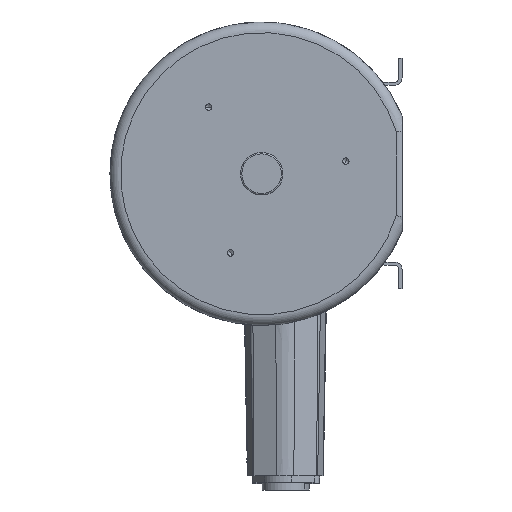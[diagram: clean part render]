
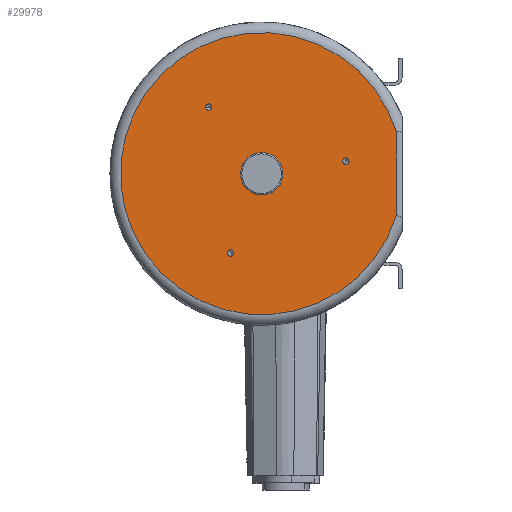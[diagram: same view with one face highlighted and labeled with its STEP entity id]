
A CAD part, left-side view. The second image highlights one B-rep face of the part: STEP entity #29978.
In plain terms, the highlighted planar face has unit normal (-1, 0, 0).
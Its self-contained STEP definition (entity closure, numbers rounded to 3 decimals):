
#12258=CARTESIAN_POINT('',(-217.,0.,0.));
#12259=DIRECTION('',(-1.,0.,0.));
#12260=DIRECTION('',(0.,-0.955,0.297));
#12261=AXIS2_PLACEMENT_3D('',#12258,#12259,#12260);
#12309=CARTESIAN_POINT('',(-217.,0.,0.));
#12310=DIRECTION('',(-1.,0.,0.));
#12311=DIRECTION('',(0.,0.,1.));
#12312=AXIS2_PLACEMENT_3D('',#12309,#12310,#12311);
#12314=CARTESIAN_POINT('',(-217.,0.,0.));
#12315=DIRECTION('',(-1.,0.,0.));
#12316=DIRECTION('',(0.,0.,-1.));
#12317=AXIS2_PLACEMENT_3D('',#12314,#12315,#12316);
#12319=DIRECTION('',(0.,0.,1.));
#12320=VECTOR('',#12319,118.338);
#12321=CARTESIAN_POINT('',(-217.,-190.,-59.169));
#12322=LINE('',#12321,#12320);
#12323=CARTESIAN_POINT('',(-217.,74.702,93.913));
#12324=DIRECTION('',(-1.,0.,0.));
#12325=DIRECTION('',(0.,1.,0.));
#12326=AXIS2_PLACEMENT_3D('',#12323,#12324,#12325);
#12328=CARTESIAN_POINT('',(-217.,74.702,93.913));
#12329=DIRECTION('',(-1.,0.,0.));
#12330=DIRECTION('',(0.,-1.,0.));
#12331=AXIS2_PLACEMENT_3D('',#12328,#12329,#12330);
#12333=CARTESIAN_POINT('',(-217.,43.98,-111.65));
#12334=DIRECTION('',(-1.,0.,0.));
#12335=DIRECTION('',(0.,-0.5,-0.866));
#12336=AXIS2_PLACEMENT_3D('',#12333,#12334,#12335);
#12338=CARTESIAN_POINT('',(-217.,43.98,-111.65));
#12339=DIRECTION('',(-1.,0.,0.));
#12340=DIRECTION('',(0.,0.5,0.866));
#12341=AXIS2_PLACEMENT_3D('',#12338,#12339,#12340);
#12343=CARTESIAN_POINT('',(-217.,-118.682,17.737));
#12344=DIRECTION('',(-1.,0.,0.));
#12345=DIRECTION('',(0.,-0.5,0.866));
#12346=AXIS2_PLACEMENT_3D('',#12343,#12344,#12345);
#12348=CARTESIAN_POINT('',(-217.,-118.682,17.737));
#12349=DIRECTION('',(-1.,0.,0.));
#12350=DIRECTION('',(0.,0.5,-0.866));
#12351=AXIS2_PLACEMENT_3D('',#12348,#12349,#12350);
#13046=CARTESIAN_POINT('',(-217.,0.,30.));
#13047=CARTESIAN_POINT('',(-217.,0.,-30.));
#13048=VERTEX_POINT('',#13046);
#13049=VERTEX_POINT('',#13047);
#13246=CARTESIAN_POINT('',(-217.,-190.,-59.169));
#13247=CARTESIAN_POINT('',(-217.,-190.,59.169));
#13248=VERTEX_POINT('',#13246);
#13249=VERTEX_POINT('',#13247);
#13394=CARTESIAN_POINT('',(-217.,79.202,93.913));
#13395=CARTESIAN_POINT('',(-217.,70.202,93.913));
#13396=VERTEX_POINT('',#13394);
#13397=VERTEX_POINT('',#13395);
#13404=CARTESIAN_POINT('',(-217.,41.73,-115.547));
#13405=CARTESIAN_POINT('',(-217.,46.23,-107.753));
#13406=VERTEX_POINT('',#13404);
#13407=VERTEX_POINT('',#13405);
#13414=CARTESIAN_POINT('',(-217.,-120.932,21.634));
#13415=CARTESIAN_POINT('',(-217.,-116.432,13.84));
#13416=VERTEX_POINT('',#13414);
#13417=VERTEX_POINT('',#13415);
#29945=CARTESIAN_POINT('',(-217.,0.,0.));
#29946=DIRECTION('',(1.,0.,0.));
#29947=DIRECTION('',(0.,0.,-1.));
#29948=AXIS2_PLACEMENT_3D('',#29945,#29946,#29947);
#29949=PLANE('',#29948);
#29950=ORIENTED_EDGE('',*,*,#29939,.F.);
#29951=ORIENTED_EDGE('',*,*,#29923,.F.);
#29952=EDGE_LOOP('',(#29950,#29951));
#29953=FACE_OUTER_BOUND('',#29952,.F.);
#29955=ORIENTED_EDGE('',*,*,#29954,.T.);
#29957=ORIENTED_EDGE('',*,*,#29956,.T.);
#29958=EDGE_LOOP('',(#29955,#29957));
#29959=FACE_BOUND('',#29958,.F.);
#29961=ORIENTED_EDGE('',*,*,#29960,.T.);
#29963=ORIENTED_EDGE('',*,*,#29962,.T.);
#29964=EDGE_LOOP('',(#29961,#29963));
#29965=FACE_BOUND('',#29964,.F.);
#29967=ORIENTED_EDGE('',*,*,#29966,.T.);
#29969=ORIENTED_EDGE('',*,*,#29968,.T.);
#29970=EDGE_LOOP('',(#29967,#29969));
#29971=FACE_BOUND('',#29970,.F.);
#29973=ORIENTED_EDGE('',*,*,#29972,.T.);
#29975=ORIENTED_EDGE('',*,*,#29974,.T.);
#29976=EDGE_LOOP('',(#29973,#29975));
#29977=FACE_BOUND('',#29976,.F.);
#29978=ADVANCED_FACE('',(#29953,#29959,#29965,#29971,#29977),#29949,.F.);
#12262=CIRCLE('',#12261,199.);
#12313=CIRCLE('',#12312,30.);
#12318=CIRCLE('',#12317,30.);
#12327=CIRCLE('',#12326,4.5);
#12332=CIRCLE('',#12331,4.5);
#12337=CIRCLE('',#12336,4.5);
#12342=CIRCLE('',#12341,4.5);
#12347=CIRCLE('',#12346,4.5);
#12352=CIRCLE('',#12351,4.5);
#29923=EDGE_CURVE('',#13249,#13248,#12262,.T.);
#29939=EDGE_CURVE('',#13248,#13249,#12322,.T.);
#29954=EDGE_CURVE('',#13048,#13049,#12313,.T.);
#29956=EDGE_CURVE('',#13049,#13048,#12318,.T.);
#29960=EDGE_CURVE('',#13396,#13397,#12327,.T.);
#29962=EDGE_CURVE('',#13397,#13396,#12332,.T.);
#29966=EDGE_CURVE('',#13406,#13407,#12337,.T.);
#29968=EDGE_CURVE('',#13407,#13406,#12342,.T.);
#29972=EDGE_CURVE('',#13416,#13417,#12347,.T.);
#29974=EDGE_CURVE('',#13417,#13416,#12352,.T.);
